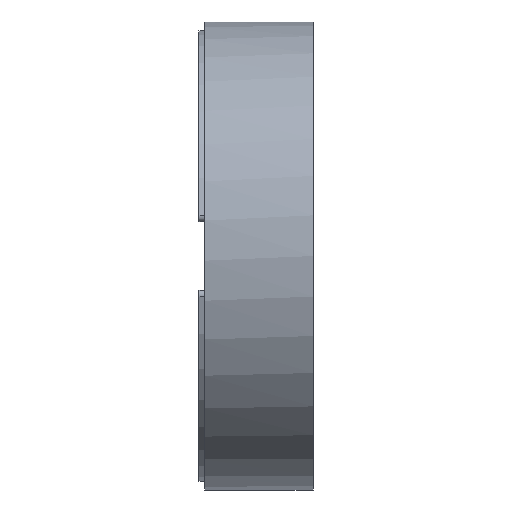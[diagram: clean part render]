
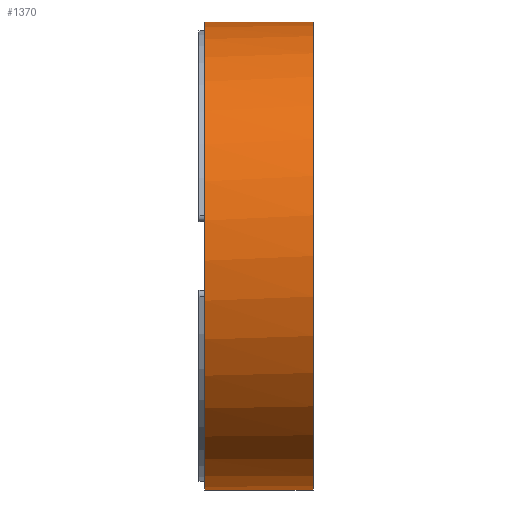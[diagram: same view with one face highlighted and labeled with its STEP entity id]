
A CAD part, front view. The second image highlights one B-rep face of the part: STEP entity #1370.
In plain terms, the highlighted cylindrical face has radius 41 mm (diameter 82 mm), a full revolution.
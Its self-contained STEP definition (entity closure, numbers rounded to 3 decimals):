
#73=FACE_OUTER_BOUND('',#149,.T.);
#149=EDGE_LOOP('',(#1066,#1067,#1068,#1069,#1070,#1071,#1072,#1073));
#245=LINE('',#2328,#349);
#248=LINE('',#2351,#352);
#249=LINE('',#2355,#353);
#349=VECTOR('',#1858,10.);
#352=VECTOR('',#1883,10.);
#353=VECTOR('',#1888,40.);
#441=CIRCLE('',#1483,41.);
#474=CIRCLE('',#1527,41.);
#475=CIRCLE('',#1528,41.);
#483=CIRCLE('',#1539,41.);
#561=VERTEX_POINT('',#2212);
#562=VERTEX_POINT('',#2214);
#607=VERTEX_POINT('',#2326);
#608=VERTEX_POINT('',#2330);
#609=VERTEX_POINT('',#2332);
#617=VERTEX_POINT('',#2354);
#717=EDGE_CURVE('',#562,#561,#441,.T.);
#775=EDGE_CURVE('',#562,#607,#245,.T.);
#776=EDGE_CURVE('',#607,#608,#474,.F.);
#777=EDGE_CURVE('',#608,#609,#475,.F.);
#787=EDGE_CURVE('',#609,#561,#248,.T.);
#788=EDGE_CURVE('',#608,#617,#249,.T.);
#789=EDGE_CURVE('',#617,#617,#483,.T.);
#1066=ORIENTED_EDGE('',*,*,#717,.T.);
#1067=ORIENTED_EDGE('',*,*,#787,.F.);
#1068=ORIENTED_EDGE('',*,*,#777,.F.);
#1069=ORIENTED_EDGE('',*,*,#788,.T.);
#1070=ORIENTED_EDGE('',*,*,#789,.F.);
#1071=ORIENTED_EDGE('',*,*,#788,.F.);
#1072=ORIENTED_EDGE('',*,*,#776,.F.);
#1073=ORIENTED_EDGE('',*,*,#775,.F.);
#1313=CYLINDRICAL_SURFACE('',#1538,41.);
#1370=ADVANCED_FACE('',(#73),#1313,.T.);
#1483=AXIS2_PLACEMENT_3D('',#2215,#1747,#1748);
#1527=AXIS2_PLACEMENT_3D('',#2331,#1861,#1862);
#1528=AXIS2_PLACEMENT_3D('',#2333,#1863,#1864);
#1538=AXIS2_PLACEMENT_3D('',#2353,#1886,#1887);
#1539=AXIS2_PLACEMENT_3D('',#2356,#1889,#1890);
#1747=DIRECTION('center_axis',(1.,0.,0.));
#1748=DIRECTION('ref_axis',(0.,0.,
1.));
#1858=DIRECTION('',(-1.,0.,0.));
#1861=DIRECTION('center_axis',(1.,0.,0.));
#1862=DIRECTION('ref_axis',(0.,0.,
1.));
#1863=DIRECTION('center_axis',(1.,0.,0.));
#1864=DIRECTION('ref_axis',(0.,0.,
1.));
#1883=DIRECTION('',(1.,0.,0.));
#1886=DIRECTION('center_axis',(-1.,0.,0.));
#1887=DIRECTION('ref_axis',(0.,0.,
1.));
#1888=DIRECTION('',(1.,0.,0.));
#1889=DIRECTION('center_axis',(1.,0.,0.));
#1890=DIRECTION('ref_axis',(0.,0.,
1.));
#2212=CARTESIAN_POINT('',(-310.759,44.896,9.451));
#2214=CARTESIAN_POINT('',(-310.759,40.033,-21.299));
#2215=CARTESIAN_POINT('Origin',(-310.759,5.,0.));
#2326=CARTESIAN_POINT('',(-317.5,40.033,-21.299));
#2328=CARTESIAN_POINT('',(-306.5,40.033,-21.299));
#2330=CARTESIAN_POINT('',(-317.5,5.,-41.));
#2331=CARTESIAN_POINT('Origin',(-317.5,5.,0.));
#2332=CARTESIAN_POINT('',(-317.5,44.896,9.451));
#2333=CARTESIAN_POINT('Origin',(-317.5,5.,0.));
#2351=CARTESIAN_POINT('',(-306.5,44.896,9.451));
#2353=CARTESIAN_POINT('Origin',(-306.5,5.,0.));
#2354=CARTESIAN_POINT('',(-298.5,5.,-41.));
#2355=CARTESIAN_POINT('',(-306.5,5.,-41.));
#2356=CARTESIAN_POINT('Origin',(-298.5,5.,0.));
